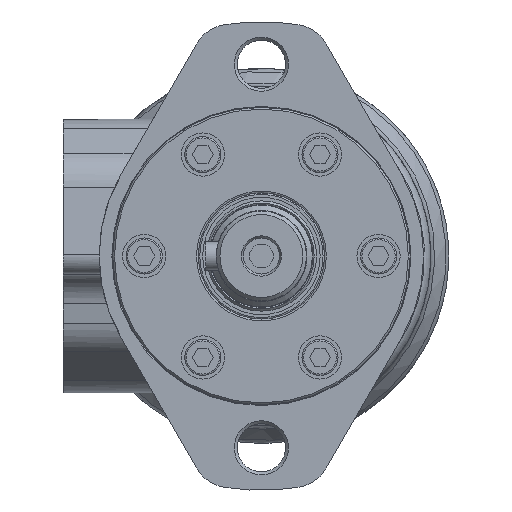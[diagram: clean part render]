
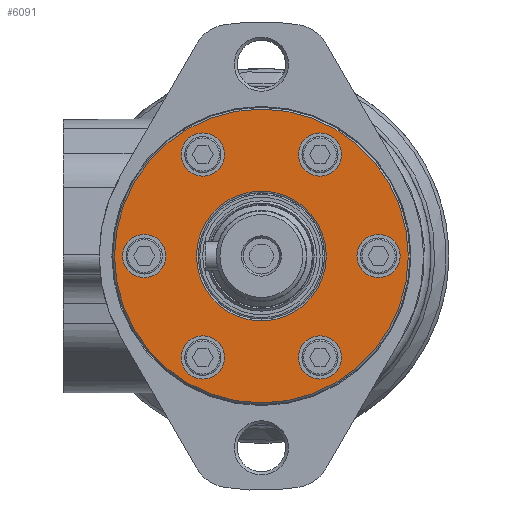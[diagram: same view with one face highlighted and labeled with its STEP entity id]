
A CAD part, left-side view. The second image highlights one B-rep face of the part: STEP entity #6091.
In plain terms, the highlighted planar face has unit normal (-1, 0, 0).
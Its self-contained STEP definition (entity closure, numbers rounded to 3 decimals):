
#114=FACE_BOUND('',#1237,.T.);
#115=FACE_BOUND('',#1238,.T.);
#116=FACE_BOUND('',#1239,.T.);
#117=FACE_BOUND('',#1240,.T.);
#118=FACE_BOUND('',#1241,.T.);
#119=FACE_BOUND('',#1242,.T.);
#120=FACE_BOUND('',#1243,.T.);
#353=PLANE('',#6855);
#812=FACE_OUTER_BOUND('',#1236,.T.);
#1236=EDGE_LOOP('',(#5015));
#1237=EDGE_LOOP('',(#5016));
#1238=EDGE_LOOP('',(#5017));
#1239=EDGE_LOOP('',(#5018));
#1240=EDGE_LOOP('',(#5019));
#1241=EDGE_LOOP('',(#5020));
#1242=EDGE_LOOP('',(#5021));
#1243=EDGE_LOOP('',(#5022));
#2389=CIRCLE('',#6745,6.);
#2396=CIRCLE('',#6757,6.);
#2403=CIRCLE('',#6769,6.);
#2410=CIRCLE('',#6781,6.);
#2417=CIRCLE('',#6793,6.);
#2424=CIRCLE('',#6805,6.);
#2433=CIRCLE('',#6819,18.);
#2448=CIRCLE('',#6845,40.75);
#2858=VERTEX_POINT('',#10515);
#2864=VERTEX_POINT('',#10535);
#2870=VERTEX_POINT('',#10555);
#2876=VERTEX_POINT('',#10575);
#2882=VERTEX_POINT('',#10595);
#2888=VERTEX_POINT('',#10615);
#2896=VERTEX_POINT('',#10638);
#2909=VERTEX_POINT('',#10684);
#3555=EDGE_CURVE('',#2858,#2858,#2389,.T.);
#3564=EDGE_CURVE('',#2864,#2864,#2396,.T.);
#3573=EDGE_CURVE('',#2870,#2870,#2403,.T.);
#3582=EDGE_CURVE('',#2876,#2876,#2410,.T.);
#3591=EDGE_CURVE('',#2882,#2882,#2417,.T.);
#3600=EDGE_CURVE('',#2888,#2888,#2424,.T.);
#3611=EDGE_CURVE('',#2896,#2896,#2433,.T.);
#3633=EDGE_CURVE('',#2909,#2909,#2448,.T.);
#5015=ORIENTED_EDGE('',*,*,#3633,.F.);
#5016=ORIENTED_EDGE('',*,*,#3555,.T.);
#5017=ORIENTED_EDGE('',*,*,#3564,.T.);
#5018=ORIENTED_EDGE('',*,*,#3573,.T.);
#5019=ORIENTED_EDGE('',*,*,#3582,.T.);
#5020=ORIENTED_EDGE('',*,*,#3591,.T.);
#5021=ORIENTED_EDGE('',*,*,#3600,.T.);
#5022=ORIENTED_EDGE('',*,*,#3611,.F.);
#6091=ADVANCED_FACE('',(#812,#114,#115,#116,#117,#118,#119,#120),#353,.T.);
#6745=AXIS2_PLACEMENT_3D('',#10516,#7996,#7997);
#6757=AXIS2_PLACEMENT_3D('',#10536,#8022,#8023);
#6769=AXIS2_PLACEMENT_3D('',#10556,#8048,#8049);
#6781=AXIS2_PLACEMENT_3D('',#10576,#8074,#8075);
#6793=AXIS2_PLACEMENT_3D('',#10596,#8100,#8101);
#6805=AXIS2_PLACEMENT_3D('',#10616,#8126,#8127);
#6819=AXIS2_PLACEMENT_3D('',#10640,#8156,#8157);
#6845=AXIS2_PLACEMENT_3D('',#10686,#8215,#8216);
#6855=AXIS2_PLACEMENT_3D('',#10704,#8239,#8240);
#7996=DIRECTION('center_axis',(1.,0.,0.));
#7997=DIRECTION('ref_axis',(0.,1.,0.));
#8022=DIRECTION('center_axis',(1.,0.,0.));
#8023=DIRECTION('ref_axis',(0.,1.,0.));
#8048=DIRECTION('center_axis',(1.,0.,0.));
#8049=DIRECTION('ref_axis',(0.,1.,0.));
#8074=DIRECTION('center_axis',(1.,0.,0.));
#8075=DIRECTION('ref_axis',(0.,1.,0.));
#8100=DIRECTION('center_axis',(1.,0.,0.));
#8101=DIRECTION('ref_axis',(0.,1.,0.));
#8126=DIRECTION('center_axis',(1.,0.,0.));
#8127=DIRECTION('ref_axis',(0.,1.,0.));
#8156=DIRECTION('center_axis',(-1.,0.,0.));
#8157=DIRECTION('ref_axis',(0.,0.,-1.));
#8215=DIRECTION('center_axis',(1.,0.,0.));
#8216=DIRECTION('ref_axis',(0.,0.,-1.));
#8239=DIRECTION('center_axis',(-1.,0.,0.));
#8240=DIRECTION('ref_axis',(0.,0.,1.));
#10515=CARTESIAN_POINT('',(0.,-38.5,0.));
#10516=CARTESIAN_POINT('Origin',(0.,-32.5,0.));
#10535=CARTESIAN_POINT('',(0.,-22.25,-28.146));
#10536=CARTESIAN_POINT('Origin',(0.,-16.25,-28.146));
#10555=CARTESIAN_POINT('',(0.,-22.25,28.146));
#10556=CARTESIAN_POINT('Origin',(0.,-16.25,28.146));
#10575=CARTESIAN_POINT('',(0.,10.25,-28.146));
#10576=CARTESIAN_POINT('Origin',(0.,16.25,-28.146));
#10595=CARTESIAN_POINT('',(0.,10.25,28.146));
#10596=CARTESIAN_POINT('Origin',(0.,16.25,28.146));
#10615=CARTESIAN_POINT('',(0.,26.5,0.));
#10616=CARTESIAN_POINT('Origin',(0.,32.5,0.));
#10638=CARTESIAN_POINT('',(0.,0.,18.));
#10640=CARTESIAN_POINT('Origin',(0.,0.,0.));
#10684=CARTESIAN_POINT('',(0.,-40.75,0.));
#10686=CARTESIAN_POINT('Origin',(0.,0.,0.));
#10704=CARTESIAN_POINT('Origin',(0.,40.75,0.));
